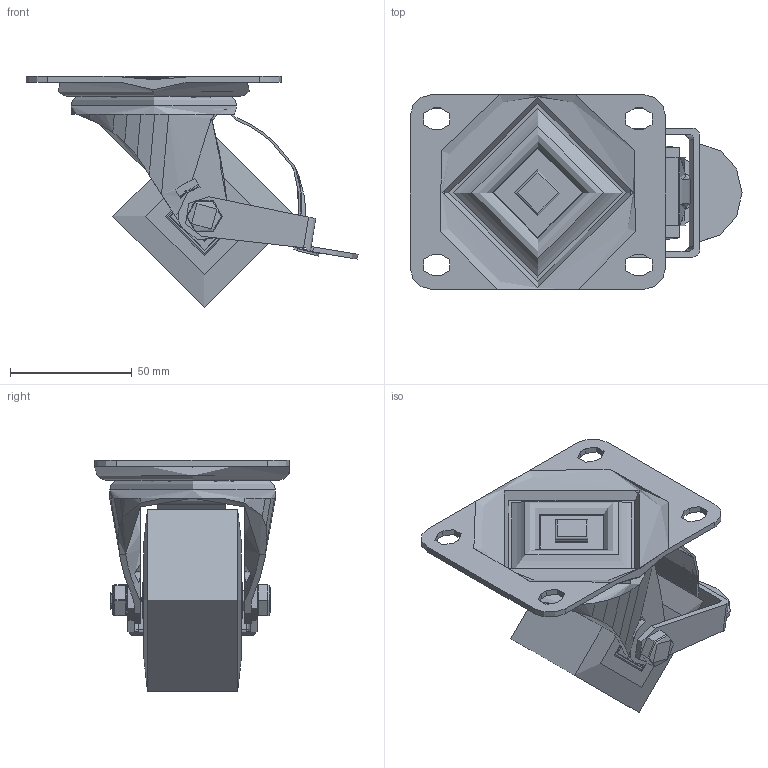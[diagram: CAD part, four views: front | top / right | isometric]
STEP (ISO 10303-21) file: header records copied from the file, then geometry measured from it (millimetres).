
FILE_DESCRIPTION(/* description */ (''),/* implementation_level */ '2;1');
FILE_NAME(/* name */ 'BZH75PTBJBR.step',/* time_stamp */ '2024-05-17T09:00:02+01:00',/* author */ (''),/* organization */ (''),/* preprocessor_version */ 'ST-DEVELOPER v20',/* originating_system */ 'Autodesk Translation Framework v13.14.0.145',/* authorisation */ '');
FILE_SCHEMA (('AUTOMOTIVE_DESIGN { 1 0 10303 214 3 1 1 }'));
Length unit declared in the file: millimetre
Products named in the file (28): BZH75PTBJBR; BZH75ASBR v1; ZINC PLATED, PRESSED STEEL TOP PLATE; ZINC PLATED, PRESSED STEEL FORKS; ZINC PLATED PRESSED STEEL BRAKE; BRAKE; BRAKE 2; BZH75ASBR AXLE KIT v1; AXLE KIT; BOLT; NUT; TUBEM15X40X10 v1; STEEL TUBE; NYLONBUSH v1; NYLONBUSH; BZH75WPTBJM15 v1; POLYURETHANE TYRE; CAST IRON RIM; BEARING6002; Pattern; BEARING6002 (1); Pattern (1); Component1; METAL; METAL2; MIDDLE; RUBBER; BEARING SPACER
Assembly tree (50 placements, depth 5):
  BZH75PTBJBR
    BZH75ASBR v1
      ZINC PLATED, PRESSED STEEL TOP PLATE
      ZINC PLATED, PRESSED STEEL FORKS
      ZINC PLATED PRESSED STEEL BRAKE
        BRAKE
        BRAKE 2
    BZH75ASBR AXLE KIT v1
      AXLE KIT
        BOLT
        NUT
    TUBEM15X40X10 v1
      STEEL TUBE
    NYLONBUSH v1
      NYLONBUSH
    BZH75WPTBJM15 v1
      POLYURETHANE TYRE
      CAST IRON RIM
      BEARING6002
        METAL
        METAL2
        Pattern
          Component1  x9
        MIDDLE
        RUBBER  x2
      BEARING6002 (1)
        Pattern (1)
          Component1  x9
        METAL
        METAL2
        MIDDLE
        RUBBER  x2
      BEARING SPACER
Bounding box: 136.36 x 80 x 95 mm (x, y, z)
Volume: 216511.5 mm3; surface area: 104589.4 mm2
Topology: 39 solids, 39 shells, 1092 faces, 2785 edges, 1807 vertices
Faces by surface type: bspline 411, plane 350, cylinder 203, sphere 66, torus 31, cone 31
Full cylindrical faces by diameter (mm): 6.446 x6, 7.866 x13, 8 x5, 8.2 x2, 10 x1, 10.2 x1, 11.5 x1, 14 x2, 14.95 x1, 15 x3, 15.5 x1, 18 x1, 18.908 x1, 19 x2, 20 x4, 20.5 x4, 21.5 x4, 24 x1, 26.8 x4, 28 x3, 28.2 x8, 32 x4, 37.4 x1, 48 x2, 63 x1, 68 x1, 75 x1
Entity records: 24558 total; most frequent: CARTESIAN_POINT 10730, ORIENTED_EDGE 2884, DIRECTION 2470, EDGE_CURVE 1442, AXIS2_PLACEMENT_3D 997, VERTEX_POINT 927, EDGE_LOOP 668, FACE_OUTER_BOUND 577
